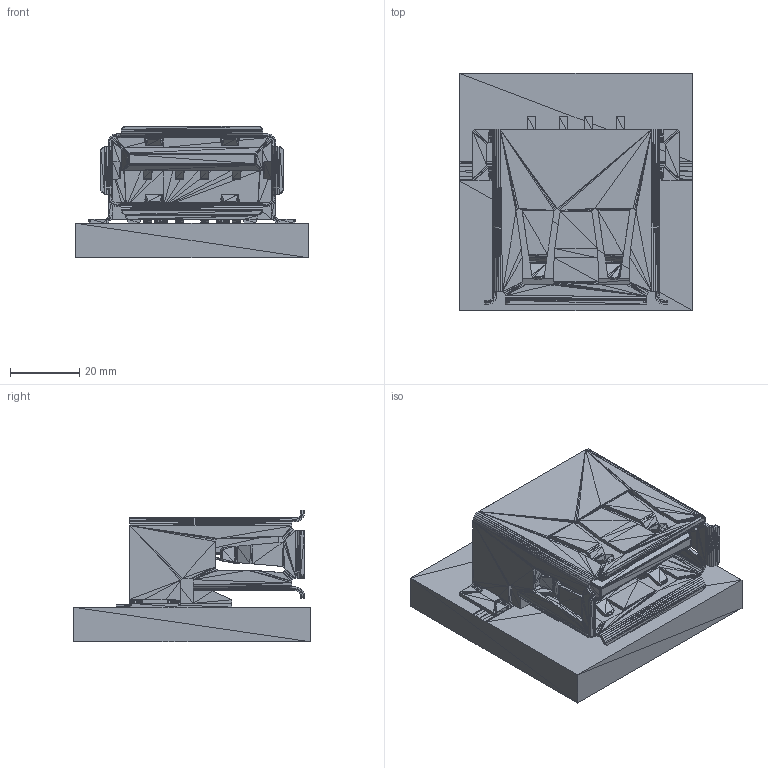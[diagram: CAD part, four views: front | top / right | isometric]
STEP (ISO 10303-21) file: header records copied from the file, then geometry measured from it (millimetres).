
FILE_DESCRIPTION(('FreeCAD Model'),'2;1');
FILE_NAME('Open CASCADE Shape Model','2022-11-09T12:29:10',('Author'),( ''),'Open CASCADE STEP processor 7.5','FreeCAD','Unknown');
FILE_SCHEMA(('AUTOMOTIVE_DESIGN { 1 0 10303 214 1 1 1 1 }'));
Products named in the file (1): OBJ_NEW_PCB001
Bounding box: 67.32 x 68.73 x 38.11 mm (x, y, z)
Surface area: 34617.3 mm2 (no closed solid volume)
Topology: 0 solids, 2 shells, 3848 faces, 5828 edges, 1954 vertices
Faces by surface type: plane 3848
Entity records: 75529 total; most frequent: DIRECTION 13526, ORIENTED_EDGE 11656, CARTESIAN_POINT 11631, EDGE_CURVE 5828, LINE 5828, VECTOR 5828, AXIS2_PLACEMENT_3D 3849, ADVANCED_FACE 3848
